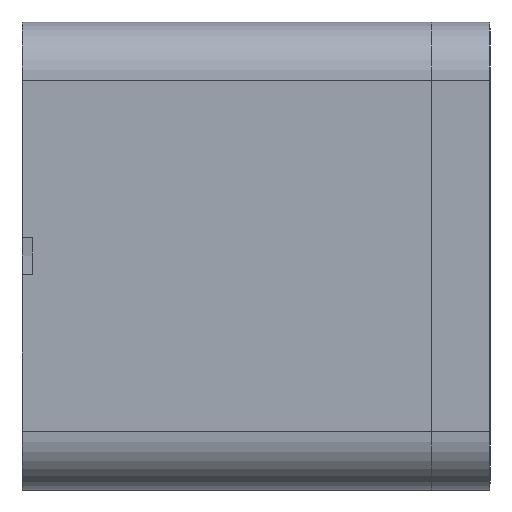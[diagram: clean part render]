
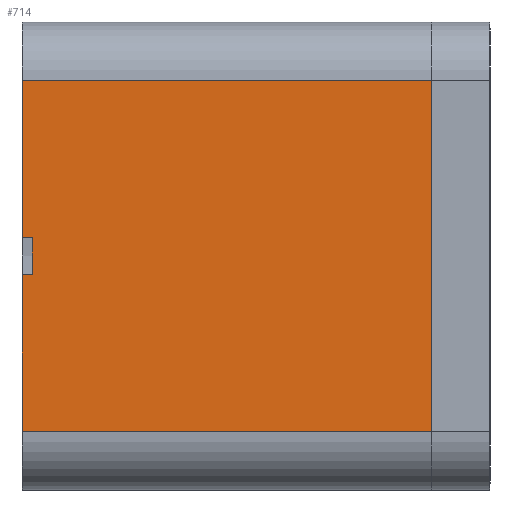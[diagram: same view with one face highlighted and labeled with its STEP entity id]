
A CAD part, left-side view. The second image highlights one B-rep face of the part: STEP entity #714.
In plain terms, the highlighted planar face has unit normal (-1, 0, 0).
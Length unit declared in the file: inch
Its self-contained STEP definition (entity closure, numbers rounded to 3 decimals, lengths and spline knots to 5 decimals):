
#23 = DIRECTION ( 'NONE',  ( 0., 0., -1. ) ) ;
#75 = DIRECTION ( 'NONE',  ( 0., 1., 0. ) ) ;
#116 = ORIENTED_EDGE ( 'NONE', *, *, #1474, .T. ) ;
#127 = DIRECTION ( 'NONE',  ( 0., 1., 0. ) ) ;
#155 = VECTOR ( 'NONE', #1082, 39.37008 ) ;
#167 = DIRECTION ( 'NONE',  ( 0., -1., 0. ) ) ;
#181 = LINE ( 'NONE', #669, #854 ) ;
#191 = CARTESIAN_POINT ( 'NONE',  ( -1., 0., -1. ) ) ;
#213 = PLANE ( 'NONE',  #1304 ) ;
#246 = EDGE_CURVE ( 'NONE', #1382, #895, #710, .T. ) ;
#247 = VERTEX_POINT ( 'NONE', #825 ) ;
#257 = LINE ( 'NONE', #1342, #750 ) ;
#279 = CARTESIAN_POINT ( 'NONE',  ( -1., 0., 0.75 ) ) ;
#292 = VECTOR ( 'NONE', #968, 39.37008 ) ;
#384 = LINE ( 'NONE', #1322, #292 ) ;
#394 = CARTESIAN_POINT ( 'NONE',  ( -1., -0.04331, -0.0791 ) ) ;
#406 = LINE ( 'NONE', #1357, #1425 ) ;
#434 = LINE ( 'NONE', #191, #1472 ) ;
#503 = VERTEX_POINT ( 'NONE', #1122 ) ;
#537 = VERTEX_POINT ( 'NONE', #655 ) ;
#538 = ORIENTED_EDGE ( 'NONE', *, *, #1130, .F. ) ;
#572 = VERTEX_POINT ( 'NONE', #1137 ) ;
#591 = ORIENTED_EDGE ( 'NONE', *, *, #865, .T. ) ;
#655 = CARTESIAN_POINT ( 'NONE',  ( -1., 0., -0.0791 ) ) ;
#669 = CARTESIAN_POINT ( 'NONE',  ( -1., -0.04331, -1. ) ) ;
#689 = VERTEX_POINT ( 'NONE', #394 ) ;
#702 = ORIENTED_EDGE ( 'NONE', *, *, #1540, .T. ) ;
#710 = LINE ( 'NONE', #1189, #807 ) ;
#714 = ADVANCED_FACE ( 'NONE', ( #1110 ), #213, .F. ) ;
#727 = LINE ( 'NONE', #1198, #155 ) ;
#750 = VECTOR ( 'NONE', #1212, 39.37008 ) ;
#762 = VERTEX_POINT ( 'NONE', #1247 ) ;
#774 = ORIENTED_EDGE ( 'NONE', *, *, #916, .T. ) ;
#801 = ORIENTED_EDGE ( 'NONE', *, *, #1185, .T. ) ;
#807 = VECTOR ( 'NONE', #127, 39.37008 ) ;
#812 = LINE ( 'NONE', #821, #1224 ) ;
#821 = CARTESIAN_POINT ( 'NONE',  ( -1., -2., -0.0791 ) ) ;
#825 = CARTESIAN_POINT ( 'NONE',  ( -1., 0., -0.75 ) ) ;
#854 = VECTOR ( 'NONE', #23, 39.37008 ) ;
#865 = EDGE_CURVE ( 'NONE', #503, #762, #406, .T. ) ;
#895 = VERTEX_POINT ( 'NONE', #279 ) ;
#916 = EDGE_CURVE ( 'NONE', #689, #537, #812, .T. ) ;
#968 = DIRECTION ( 'NONE',  ( 0., 0., -1. ) ) ;
#981 = ORIENTED_EDGE ( 'NONE', *, *, #1319, .T. ) ;
#1082 = DIRECTION ( 'NONE',  ( 0., -1., 0. ) ) ;
#1110 = FACE_OUTER_BOUND ( 'NONE', #1235, .T. ) ;
#1122 = CARTESIAN_POINT ( 'NONE',  ( -1., 0., 0.07838 ) ) ;
#1130 = EDGE_CURVE ( 'NONE', #1382, #572, #384, .T. ) ;
#1137 = CARTESIAN_POINT ( 'NONE',  ( -1., -1.75, -0.75 ) ) ;
#1176 = DIRECTION ( 'NONE',  ( 1., 0., 0. ) ) ;
#1185 = EDGE_CURVE ( 'NONE', #895, #503, #257, .T. ) ;
#1186 = DIRECTION ( 'NONE',  ( 0., 0., -1. ) ) ;
#1189 = CARTESIAN_POINT ( 'NONE',  ( -1., -2., 0.75 ) ) ;
#1198 = CARTESIAN_POINT ( 'NONE',  ( -1., -2., -0.75 ) ) ;
#1212 = DIRECTION ( 'NONE',  ( 0., 0., -1. ) ) ;
#1224 = VECTOR ( 'NONE', #75, 39.37008 ) ;
#1235 = EDGE_LOOP ( 'NONE', ( #1238, #801, #591, #981, #774, #116, #702, #538 ) ) ;
#1238 = ORIENTED_EDGE ( 'NONE', *, *, #246, .T. ) ;
#1247 = CARTESIAN_POINT ( 'NONE',  ( -1., -0.04331, 0.07838 ) ) ;
#1304 = AXIS2_PLACEMENT_3D ( 'NONE', #1324, #1176, #1186 ) ;
#1319 = EDGE_CURVE ( 'NONE', #762, #689, #181, .T. ) ;
#1322 = CARTESIAN_POINT ( 'NONE',  ( -1., -1.75, 0. ) ) ;
#1324 = CARTESIAN_POINT ( 'NONE',  ( -1., -2., -1. ) ) ;
#1342 = CARTESIAN_POINT ( 'NONE',  ( -1., 0., -1. ) ) ;
#1357 = CARTESIAN_POINT ( 'NONE',  ( -1., -2., 0.07838 ) ) ;
#1382 = VERTEX_POINT ( 'NONE', #1404 ) ;
#1404 = CARTESIAN_POINT ( 'NONE',  ( -1., -1.75, 0.75 ) ) ;
#1425 = VECTOR ( 'NONE', #167, 39.37008 ) ;
#1472 = VECTOR ( 'NONE', #1582, 39.37008 ) ;
#1474 = EDGE_CURVE ( 'NONE', #537, #247, #434, .T. ) ;
#1540 = EDGE_CURVE ( 'NONE', #247, #572, #727, .T. ) ;
#1582 = DIRECTION ( 'NONE',  ( 0., 0., -1. ) ) ;
